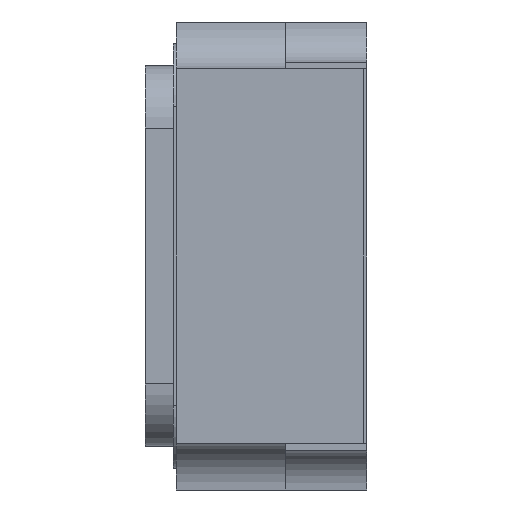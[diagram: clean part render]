
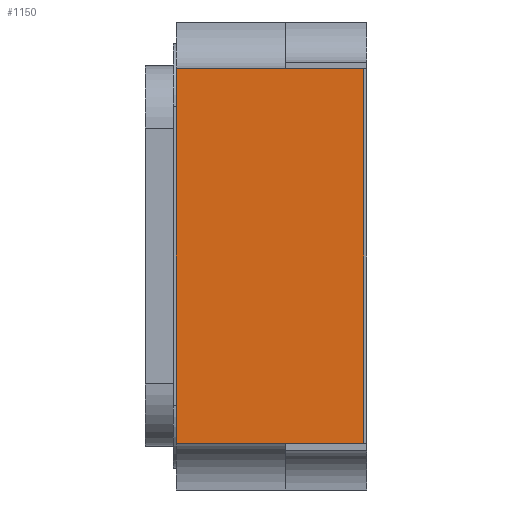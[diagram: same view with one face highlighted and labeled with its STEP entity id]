
A CAD part, left-side view. The second image highlights one B-rep face of the part: STEP entity #1150.
In plain terms, the highlighted planar face has unit normal (-1, 0, 0).
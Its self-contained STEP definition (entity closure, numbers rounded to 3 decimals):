
#23 = VECTOR ( 'NONE', #433, 1000. ) ;
#68 = ORIENTED_EDGE ( 'NONE', *, *, #2078, .T. ) ;
#131 = EDGE_CURVE ( 'NONE', #656, #866, #175, .T. ) ;
#175 = LINE ( 'NONE', #1168, #1631 ) ;
#360 = CARTESIAN_POINT ( 'NONE',  ( -1.6, 0.61, 291550. ) ) ;
#371 = VECTOR ( 'NONE', #383, 1000. ) ;
#383 = DIRECTION ( 'NONE',  ( 0., -1., 0. ) ) ;
#433 = DIRECTION ( 'NONE',  ( 0., 0., 1. ) ) ;
#456 = ORIENTED_EDGE ( 'NONE', *, *, #131, .T. ) ;
#572 = LINE ( 'NONE', #1706, #23 ) ;
#602 = DIRECTION ( 'NONE',  ( 0., 0., -1. ) ) ;
#656 = VERTEX_POINT ( 'NONE', #998 ) ;
#678 = PLANE ( 'NONE',  #1899 ) ;
#749 = LINE ( 'NONE', #1339, #371 ) ;
#866 = VERTEX_POINT ( 'NONE', #1060 ) ;
#942 = EDGE_LOOP ( 'NONE', ( #68, #2073, #1965, #456 ) ) ;
#995 = DIRECTION ( 'NONE',  ( 0., 0., 1. ) ) ;
#998 = CARTESIAN_POINT ( 'NONE',  ( -1.6, 0.01, 0.6 ) ) ;
#1008 = CARTESIAN_POINT ( 'NONE',  ( -1.6, 0.01, -0.6 ) ) ;
#1043 = VERTEX_POINT ( 'NONE', #1279 ) ;
#1060 = CARTESIAN_POINT ( 'NONE',  ( -1.6, 0.61, 0.6 ) ) ;
#1150 = ADVANCED_FACE ( 'NONE', ( #1659 ), #678, .T. ) ;
#1168 = CARTESIAN_POINT ( 'NONE',  ( -1.6, 0.61, 0.6 ) ) ;
#1175 = DIRECTION ( 'NONE',  ( 0., 1., 0. ) ) ;
#1219 = VERTEX_POINT ( 'NONE', #1008 ) ;
#1279 = CARTESIAN_POINT ( 'NONE',  ( -1.6, 0.61, -0.6 ) ) ;
#1280 = EDGE_CURVE ( 'NONE', #1043, #1219, #749, .T. ) ;
#1339 = CARTESIAN_POINT ( 'NONE',  ( -1.6, 0.61, -0.6 ) ) ;
#1400 = CARTESIAN_POINT ( 'NONE',  ( -1.6, 0.61, 291550. ) ) ;
#1492 = EDGE_CURVE ( 'NONE', #1219, #656, #572, .T. ) ;
#1631 = VECTOR ( 'NONE', #1175, 1000. ) ;
#1655 = DIRECTION ( 'NONE',  ( -1., 0., 0. ) ) ;
#1659 = FACE_OUTER_BOUND ( 'NONE', #942, .T. ) ;
#1706 = CARTESIAN_POINT ( 'NONE',  ( -1.6, 0.01, 0.75 ) ) ;
#1899 = AXIS2_PLACEMENT_3D ( 'NONE', #360, #1655, #995 ) ;
#1926 = LINE ( 'NONE', #1400, #2028 ) ;
#1965 = ORIENTED_EDGE ( 'NONE', *, *, #1492, .T. ) ;
#2028 = VECTOR ( 'NONE', #602, 1000. ) ;
#2073 = ORIENTED_EDGE ( 'NONE', *, *, #1280, .T. ) ;
#2078 = EDGE_CURVE ( 'NONE', #866, #1043, #1926, .T. ) ;
